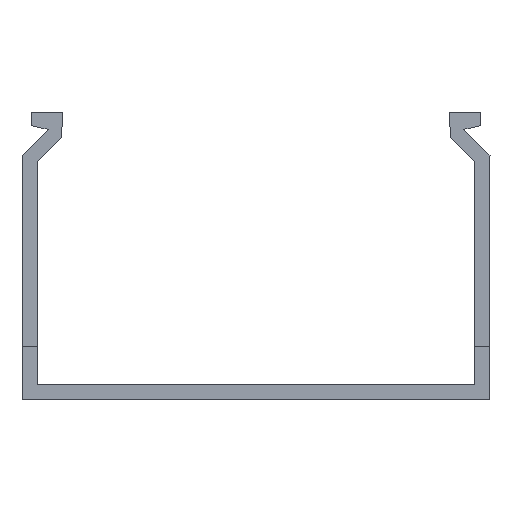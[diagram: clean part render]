
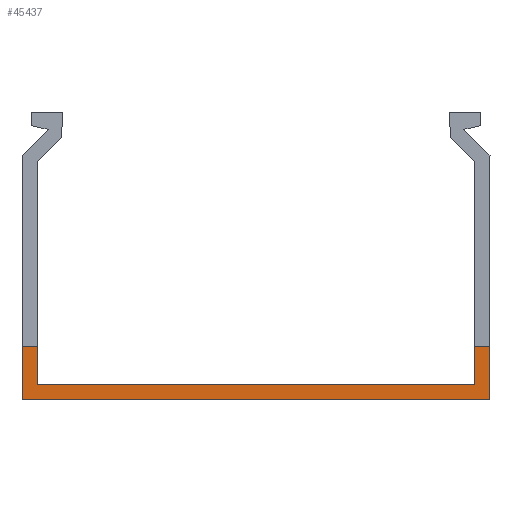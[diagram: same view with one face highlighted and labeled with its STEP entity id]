
A CAD part, front view. The second image highlights one B-rep face of the part: STEP entity #45437.
In plain terms, the highlighted planar face has unit normal (0, -1, 0).
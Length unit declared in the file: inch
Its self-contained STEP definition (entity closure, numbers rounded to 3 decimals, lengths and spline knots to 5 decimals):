
#553 = ORIENTED_EDGE ( 'NONE', *, *, #23459, .T. ) ;
#1253 = EDGE_CURVE ( 'NONE', #38853, #12036, #24274, .T. ) ;
#1284 = VECTOR ( 'NONE', #14721, 39.37008 ) ;
#2215 = DIRECTION ( 'NONE',  ( 1., 0., 0. ) ) ;
#2535 = CARTESIAN_POINT ( 'NONE',  ( 1.52001, 0., 0.105 ) ) ;
#4177 = CARTESIAN_POINT ( 'NONE',  ( 1.56078, 0., 0. ) ) ;
#4193 = LINE ( 'NONE', #48808, #14573 ) ;
#5664 = LINE ( 'NONE', #34057, #45953 ) ;
#5758 = EDGE_CURVE ( 'NONE', #49263, #35409, #24777, .T. ) ;
#6473 = DIRECTION ( 'NONE',  ( 0., 0., 1. ) ) ;
#6633 = VECTOR ( 'NONE', #49491, 39.37008 ) ;
#7387 = EDGE_LOOP ( 'NONE', ( #11871, #28169, #553, #10727, #30349, #13812, #44839, #11680 ) ) ;
#9047 = CARTESIAN_POINT ( 'NONE',  ( 1.625, 0., 0. ) ) ;
#10409 = CARTESIAN_POINT ( 'NONE',  ( 1.62503, 0., 0.36963 ) ) ;
#10727 = ORIENTED_EDGE ( 'NONE', *, *, #1253, .F. ) ;
#11680 = ORIENTED_EDGE ( 'NONE', *, *, #17628, .F. ) ;
#11845 = VECTOR ( 'NONE', #6473, 39.37008 ) ;
#11871 = ORIENTED_EDGE ( 'NONE', *, *, #5758, .F. ) ;
#12036 = VERTEX_POINT ( 'NONE', #9047 ) ;
#12928 = EDGE_CURVE ( 'NONE', #34372, #44798, #5664, .T. ) ;
#13812 = ORIENTED_EDGE ( 'NONE', *, *, #37086, .F. ) ;
#14295 = LINE ( 'NONE', #2535, #11845 ) ;
#14573 = VECTOR ( 'NONE', #17573, 39.37008 ) ;
#14721 = DIRECTION ( 'NONE',  ( 0., 0., 1. ) ) ;
#15075 = CARTESIAN_POINT ( 'NONE',  ( -1.52003, 0., 0.36964 ) ) ;
#15801 = DIRECTION ( 'NONE',  ( 0., 0., -1. ) ) ;
#15929 = DIRECTION ( 'NONE',  ( 1., 0., 0. ) ) ;
#17573 = DIRECTION ( 'NONE',  ( 1., 0., 0. ) ) ;
#17628 = EDGE_CURVE ( 'NONE', #35409, #34372, #28615, .T. ) ;
#17881 = VECTOR ( 'NONE', #15929, 39.37008 ) ;
#18268 = CARTESIAN_POINT ( 'NONE',  ( -1.52001, 0., 0.105 ) ) ;
#18316 = CARTESIAN_POINT ( 'NONE',  ( 1.56078, 0., 0.105 ) ) ;
#18653 = CARTESIAN_POINT ( 'NONE',  ( -1.625, 0., 0. ) ) ;
#20128 = CARTESIAN_POINT ( 'NONE',  ( -1.52001, 0., 0.105 ) ) ;
#22027 = CARTESIAN_POINT ( 'NONE',  ( -1.62503, 0., 0.36963 ) ) ;
#22073 = EDGE_CURVE ( 'NONE', #32570, #49263, #32484, .T. ) ;
#22252 = DIRECTION ( 'NONE',  ( 0., 0., 1. ) ) ;
#23459 = EDGE_CURVE ( 'NONE', #32570, #12036, #28289, .T. ) ;
#24274 = LINE ( 'NONE', #35306, #43797 ) ;
#24777 = LINE ( 'NONE', #45070, #44303 ) ;
#25996 = PLANE ( 'NONE',  #35493 ) ;
#28025 = CARTESIAN_POINT ( 'NONE',  ( 1.52003, 0., 0.36964 ) ) ;
#28107 = CARTESIAN_POINT ( 'NONE',  ( -1.625, 0., 0. ) ) ;
#28169 = ORIENTED_EDGE ( 'NONE', *, *, #22073, .F. ) ;
#28289 = LINE ( 'NONE', #4177, #17881 ) ;
#28615 = LINE ( 'NONE', #18268, #6633 ) ;
#29239 = FACE_OUTER_BOUND ( 'NONE', #7387, .T. ) ;
#30349 = ORIENTED_EDGE ( 'NONE', *, *, #45937, .F. ) ;
#32484 = LINE ( 'NONE', #18653, #1284 ) ;
#32570 = VERTEX_POINT ( 'NONE', #28107 ) ;
#33250 = CARTESIAN_POINT ( 'NONE',  ( 1.52001, 0., 0.105 ) ) ;
#34057 = CARTESIAN_POINT ( 'NONE',  ( -1.52001, 0., 0.105 ) ) ;
#34372 = VERTEX_POINT ( 'NONE', #20128 ) ;
#35306 = CARTESIAN_POINT ( 'NONE',  ( 1.625, 0., 0. ) ) ;
#35409 = VERTEX_POINT ( 'NONE', #15075 ) ;
#35493 = AXIS2_PLACEMENT_3D ( 'NONE', #18316, #45619, #22252 ) ;
#37086 = EDGE_CURVE ( 'NONE', #44798, #48976, #14295, .T. ) ;
#38853 = VERTEX_POINT ( 'NONE', #10409 ) ;
#41891 = DIRECTION ( 'NONE',  ( 1., 0., 0. ) ) ;
#43797 = VECTOR ( 'NONE', #15801, 39.37008 ) ;
#44303 = VECTOR ( 'NONE', #2215, 39.37008 ) ;
#44798 = VERTEX_POINT ( 'NONE', #33250 ) ;
#44839 = ORIENTED_EDGE ( 'NONE', *, *, #12928, .F. ) ;
#45070 = CARTESIAN_POINT ( 'NONE',  ( -1.62503, 0., 0.36963 ) ) ;
#45437 = ADVANCED_FACE ( 'NONE', ( #29239 ), #25996, .F. ) ;
#45619 = DIRECTION ( 'NONE',  ( 0., 1., 0. ) ) ;
#45937 = EDGE_CURVE ( 'NONE', #48976, #38853, #4193, .T. ) ;
#45953 = VECTOR ( 'NONE', #41891, 39.37008 ) ;
#48808 = CARTESIAN_POINT ( 'NONE',  ( 1.52003, 0., 0.36964 ) ) ;
#48976 = VERTEX_POINT ( 'NONE', #28025 ) ;
#49263 = VERTEX_POINT ( 'NONE', #22027 ) ;
#49491 = DIRECTION ( 'NONE',  ( 0., 0., -1. ) ) ;
